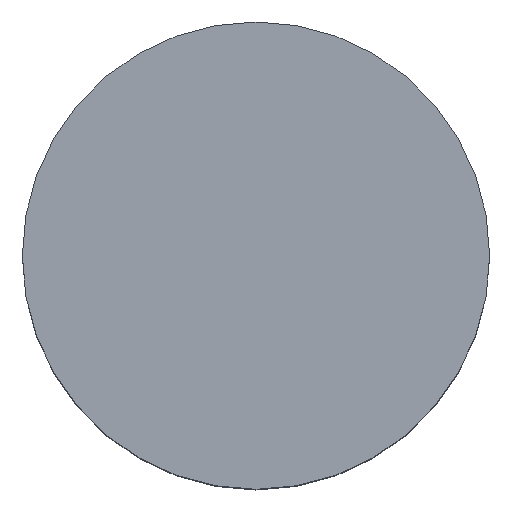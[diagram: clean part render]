
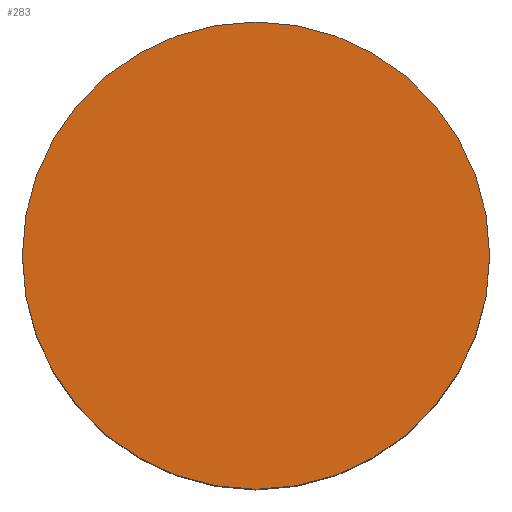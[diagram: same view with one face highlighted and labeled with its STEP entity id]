
A CAD part, top view. The second image highlights one B-rep face of the part: STEP entity #283.
In plain terms, the highlighted planar face has unit normal (0, 0, 1).
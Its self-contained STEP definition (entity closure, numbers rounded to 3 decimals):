
#1 = CIRCLE ( 'NONE', #166, 2.9 ) ;
#10 = CARTESIAN_POINT ( 'NONE',  ( 0., 0., 4.8 ) ) ;
#14 = DIRECTION ( 'NONE',  ( 0., 0., 1. ) ) ;
#18 = VERTEX_POINT ( 'NONE', #36 ) ;
#23 = DIRECTION ( 'NONE',  ( 0., 0., 1. ) ) ;
#25 = DIRECTION ( 'NONE',  ( 1., 0., 0. ) ) ;
#36 = CARTESIAN_POINT ( 'NONE',  ( 2.9, 0., 4.8 ) ) ;
#67 = DIRECTION ( 'NONE',  ( 0., 0., 1. ) ) ;
#70 = DIRECTION ( 'NONE',  ( 1., 0., 0. ) ) ;
#96 = CARTESIAN_POINT ( 'NONE',  ( 0., 0., 4.8 ) ) ;
#129 = AXIS2_PLACEMENT_3D ( 'NONE', #296, #67, #25 ) ;
#140 = EDGE_CURVE ( 'NONE', #228, #18, #1, .T. ) ;
#144 = CIRCLE ( 'NONE', #150, 2.9 ) ;
#150 = AXIS2_PLACEMENT_3D ( 'NONE', #96, #23, #70 ) ;
#166 = AXIS2_PLACEMENT_3D ( 'NONE', #10, #14, #313 ) ;
#171 = ORIENTED_EDGE ( 'NONE', *, *, #140, .T. ) ;
#197 = EDGE_CURVE ( 'NONE', #18, #228, #144, .T. ) ;
#221 = PLANE ( 'NONE',  #129 ) ;
#224 = FACE_OUTER_BOUND ( 'NONE', #303, .T. ) ;
#228 = VERTEX_POINT ( 'NONE', #304 ) ;
#245 = ORIENTED_EDGE ( 'NONE', *, *, #197, .T. ) ;
#283 = ADVANCED_FACE ( 'NONE', ( #224 ), #221, .T. ) ;
#296 = CARTESIAN_POINT ( 'NONE',  ( 0., 0., 4.8 ) ) ;
#303 = EDGE_LOOP ( 'NONE', ( #171, #245 ) ) ;
#304 = CARTESIAN_POINT ( 'NONE',  ( -2.9, 0., 4.8 ) ) ;
#313 = DIRECTION ( 'NONE',  ( 1., 0., 0. ) ) ;
